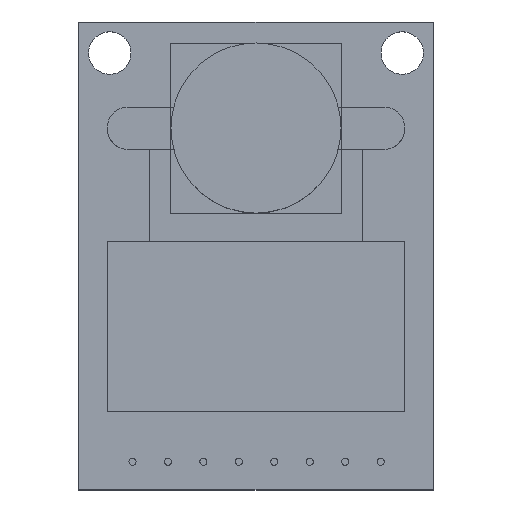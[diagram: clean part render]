
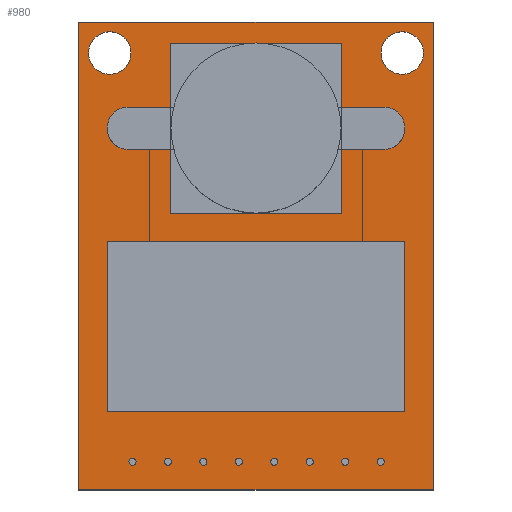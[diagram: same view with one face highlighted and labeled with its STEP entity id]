
A CAD part, top view. The second image highlights one B-rep face of the part: STEP entity #980.
In plain terms, the highlighted planar face has unit normal (0, 0, 1).
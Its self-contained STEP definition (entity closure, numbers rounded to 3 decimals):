
#23=FACE_BOUND('',#205,.T.);
#24=FACE_BOUND('',#206,.T.);
#44=CIRCLE('',#1095,1.5);
#45=CIRCLE('',#1096,1.5);
#127=FACE_OUTER_BOUND('',#204,.T.);
#204=EDGE_LOOP('',(#757,#758,#759,#760));
#205=EDGE_LOOP('',(#761));
#206=EDGE_LOOP('',(#762));
#299=LINE('',#1593,#392);
#300=LINE('',#1595,#393);
#301=LINE('',#1597,#394);
#302=LINE('',#1598,#395);
#392=VECTOR('',#1291,10.);
#393=VECTOR('',#1292,10.);
#394=VECTOR('',#1293,10.);
#395=VECTOR('',#1294,10.);
#476=VERTEX_POINT('',#1591);
#477=VERTEX_POINT('',#1592);
#478=VERTEX_POINT('',#1594);
#479=VERTEX_POINT('',#1596);
#480=VERTEX_POINT('',#1599);
#481=VERTEX_POINT('',#1601);
#577=EDGE_CURVE('',#476,#477,#299,.T.);
#578=EDGE_CURVE('',#477,#478,#300,.T.);
#579=EDGE_CURVE('',#478,#479,#301,.T.);
#580=EDGE_CURVE('',#479,#476,#302,.T.);
#581=EDGE_CURVE('',#480,#480,#44,.T.);
#582=EDGE_CURVE('',#481,#481,#45,.T.);
#757=ORIENTED_EDGE('',*,*,#577,.T.);
#758=ORIENTED_EDGE('',*,*,#578,.T.);
#759=ORIENTED_EDGE('',*,*,#579,.T.);
#760=ORIENTED_EDGE('',*,*,#580,.T.);
#761=ORIENTED_EDGE('',*,*,#581,.T.);
#762=ORIENTED_EDGE('',*,*,#582,.F.);
#915=PLANE('',#1094);
#980=ADVANCED_FACE('',(#127,#23,#24),#915,.T.);
#1094=AXIS2_PLACEMENT_3D('',#1590,#1289,#1290);
#1095=AXIS2_PLACEMENT_3D('',#1600,#1295,#1296);
#1096=AXIS2_PLACEMENT_3D('',#1602,#1297,#1298);
#1289=DIRECTION('center_axis',(0.,0.,1.));
#1290=DIRECTION('ref_axis',(-1.,0.,0.));
#1291=DIRECTION('',(0.,1.,0.));
#1292=DIRECTION('',(-1.,0.,0.));
#1293=DIRECTION('',(0.,-1.,0.));
#1294=DIRECTION('',(1.,0.,0.));
#1295=DIRECTION('center_axis',(0.,0.,-1.));
#1296=DIRECTION('ref_axis',(-1.,0.,0.));
#1297=DIRECTION('center_axis',(0.,0.,1.));
#1298=DIRECTION('ref_axis',(-1.,0.,0.));
#1590=CARTESIAN_POINT('Origin',(-12.5,-16.5,0.));
#1591=CARTESIAN_POINT('',(12.5,-16.5,0.));
#1592=CARTESIAN_POINT('',(12.5,16.5,0.));
#1593=CARTESIAN_POINT('',(12.5,-16.5,0.));
#1594=CARTESIAN_POINT('',(-12.5,16.5,0.));
#1595=CARTESIAN_POINT('',(12.5,16.5,0.));
#1596=CARTESIAN_POINT('',(-12.5,-16.5,0.));
#1597=CARTESIAN_POINT('',(-12.5,16.5,0.));
#1598=CARTESIAN_POINT('',(-12.5,-16.5,0.));
#1599=CARTESIAN_POINT('',(8.815,14.311,0.));
#1600=CARTESIAN_POINT('Origin',(10.315,14.311,0.));
#1601=CARTESIAN_POINT('',(-8.815,14.311,0.));
#1602=CARTESIAN_POINT('Origin',(-10.315,14.311,0.));
